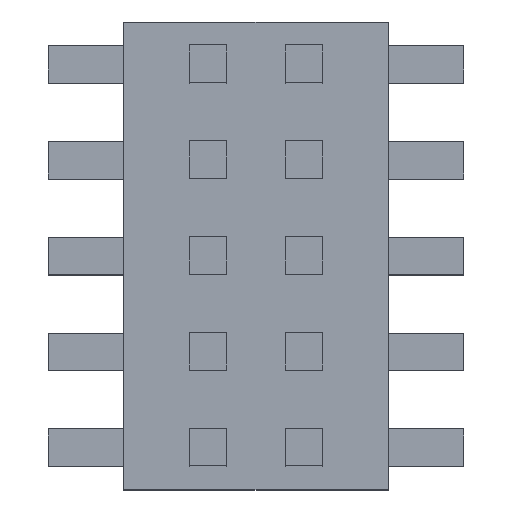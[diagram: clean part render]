
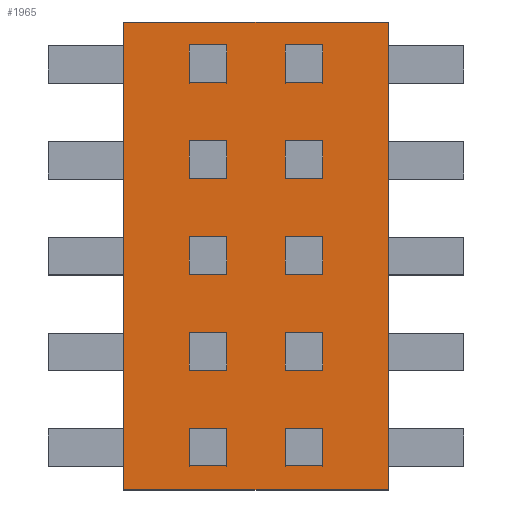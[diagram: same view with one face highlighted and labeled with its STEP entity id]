
A CAD part, top view. The second image highlights one B-rep face of the part: STEP entity #1965.
In plain terms, the highlighted planar face has unit normal (0, 0, 1).
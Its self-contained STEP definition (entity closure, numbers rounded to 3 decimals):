
#69=FACE_OUTER_BOUND('',#185,.T.);
#185=EDGE_LOOP('',(#1307,#1308,#1309,#1310));
#299=LINE('',#2781,#561);
#302=LINE('',#2787,#564);
#305=LINE('',#2793,#567);
#308=LINE('',#2797,#570);
#561=VECTOR('',#2243,10.);
#564=VECTOR('',#2248,10.);
#567=VECTOR('',#2253,10.);
#570=VECTOR('',#2258,10.);
#823=VERTEX_POINT('',#2778);
#824=VERTEX_POINT('',#2780);
#826=VERTEX_POINT('',#2786);
#828=VERTEX_POINT('',#2792);
#1011=EDGE_CURVE('',#824,#823,#299,.T.);
#1014=EDGE_CURVE('',#826,#824,#302,.T.);
#1017=EDGE_CURVE('',#828,#826,#305,.T.);
#1020=EDGE_CURVE('',#823,#828,#308,.T.);
#1307=ORIENTED_EDGE('',*,*,#1020,.T.);
#1308=ORIENTED_EDGE('',*,*,#1017,.T.);
#1309=ORIENTED_EDGE('',*,*,#1014,.T.);
#1310=ORIENTED_EDGE('',*,*,#1011,.T.);
#1859=PLANE('',#2105);
#1965=ADVANCED_FACE('',(#69),#1859,.T.);
#2105=AXIS2_PLACEMENT_3D('',#2798,#2259,#2260);
#2243=DIRECTION('',(1.,0.,0.));
#2248=DIRECTION('',(0.,-1.,0.));
#2253=DIRECTION('',(-1.,0.,0.));
#2258=DIRECTION('',(0.,1.,0.));
#2259=DIRECTION('center_axis',(0.,0.,1.));
#2260=DIRECTION('ref_axis',(1.,0.,0.));
#2778=CARTESIAN_POINT('',(1.75,-3.1,1.1));
#2780=CARTESIAN_POINT('',(-1.75,-3.1,1.1));
#2781=CARTESIAN_POINT('',(-1.75,-3.1,1.1));
#2786=CARTESIAN_POINT('',(-1.75,3.1,1.1));
#2787=CARTESIAN_POINT('',(-1.75,3.1,1.1));
#2792=CARTESIAN_POINT('',(1.75,3.1,1.1));
#2793=CARTESIAN_POINT('',(1.75,3.1,1.1));
#2797=CARTESIAN_POINT('',(1.75,-3.1,1.1));
#2798=CARTESIAN_POINT('Origin',(0.,0.,1.1));
